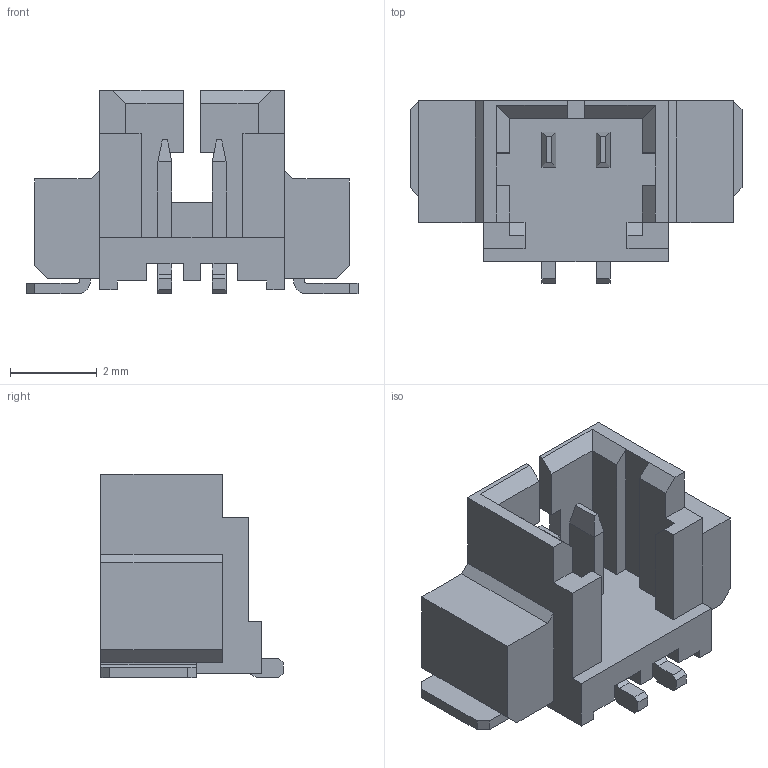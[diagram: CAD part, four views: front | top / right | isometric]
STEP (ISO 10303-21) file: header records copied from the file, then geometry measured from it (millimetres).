
FILE_DESCRIPTION((''),'2;1');
FILE_NAME('533980271','2014-06-17T',('me'),(''),'PRO/ENGINEER BY PARAMETRIC TECHNOLOGY CORPORATION, 2011490','PRO/ENGINEER BY PARAMETRIC TECHNOLOGY CORPORATION, 2011490','');
FILE_SCHEMA(('CONFIG_CONTROL_DESIGN'));
Length unit declared in the file: millimetre
Products named in the file (1): 533980271
Bounding box: 7.65 x 4.2 x 4.7 mm (x, y, z)
Volume: 49.9 mm3; surface area: 205.9 mm2
Topology: 1 solids, 2 shells, 185 faces, 507 edges, 340 vertices
Faces by surface type: plane 177, cylinder 8
Entity records: 5708 total; most frequent: CARTESIAN_POINT 1011, ORIENTED_EDGE 968, DIRECTION 889, VECTOR 489, LINE 489, EDGE_CURVE 484, VERTEX_POINT 310, AXIS2_PLACEMENT_3D 200
